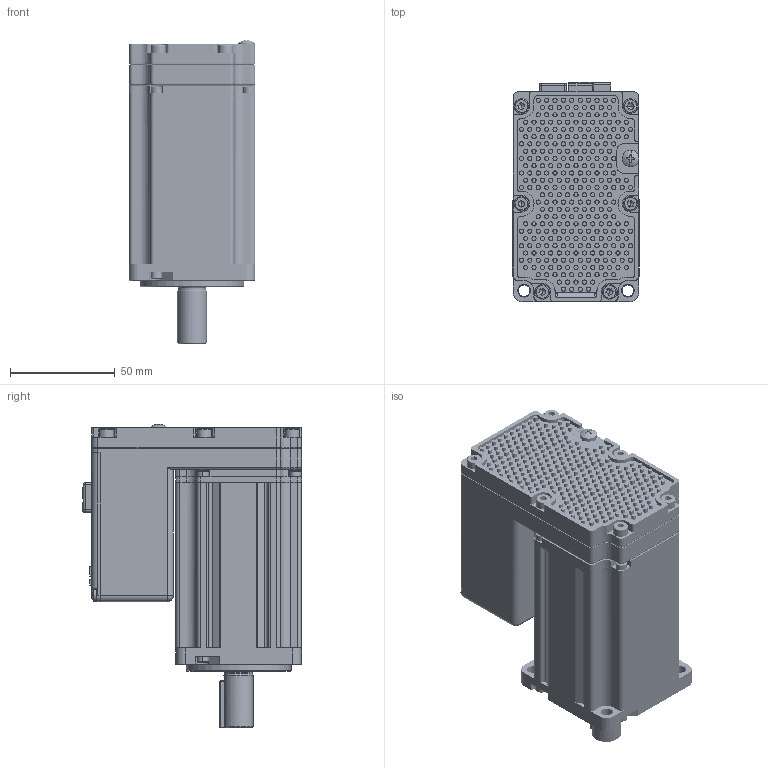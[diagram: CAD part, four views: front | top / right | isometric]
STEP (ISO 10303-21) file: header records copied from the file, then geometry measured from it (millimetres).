
FILE_DESCRIPTION (( 'STEP AP203' ), '1' );
FILE_NAME ('60-500W 棠晤 IP20 RC.STEP', '2024-04-26T02:46:56', ( 'Windows User' ), ( 'P R C' ), 'SwSTEP 2.0', 'SolidWorks 2022', '' );
FILE_SCHEMA (( 'CONFIG_CONTROL_DESIGN' ));
Length unit declared in the file: millimetre
Products named in the file (1): 60-500W 磁编 IP20 RC
Bounding box: 60.1 x 104.45 x 144.56 mm (x, y, z)
Surface area: 120538.6 mm2 (no closed solid volume)
Topology: 0 solids, 110 shells, 4302 faces, 11536 edges, 7681 vertices
Faces by surface type: plane 2306, cylinder 1543, cone 222, bspline 106, torus 97, sphere 28
Entity records: 138603 total; most frequent: CARTESIAN_POINT 29780, DIRECTION 23114, ORIENTED_EDGE 21533, EDGE_CURVE 11456, AXIS2_PLACEMENT_3D 7979, VERTEX_POINT 7681, LINE 7156, VECTOR 7156
